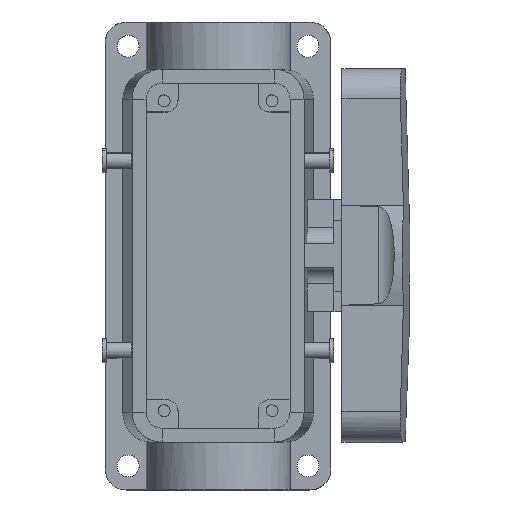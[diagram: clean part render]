
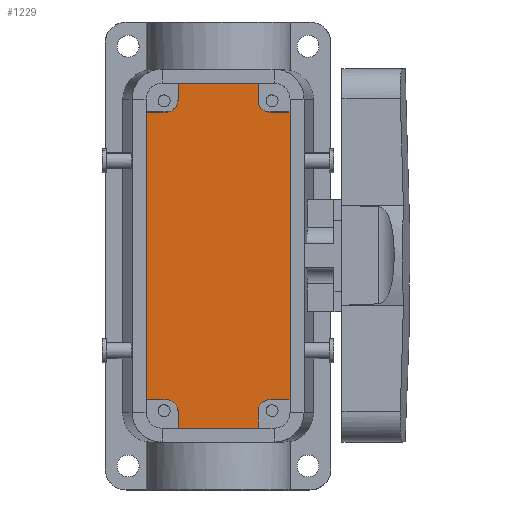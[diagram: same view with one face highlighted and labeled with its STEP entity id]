
A CAD part, top view. The second image highlights one B-rep face of the part: STEP entity #1229.
In plain terms, the highlighted planar face has unit normal (0, 0, 1).
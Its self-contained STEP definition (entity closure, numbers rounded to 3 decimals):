
#1070=AXIS2_PLACEMENT_3D('Plane Axis2P3D',#1067,#1068,#1069) ;
#270=CARTESIAN_POINT('Line Origine',(29.,101.65,5.5)) ;
#274=CARTESIAN_POINT('Vertex',(39.,101.65,5.5)) ;
#276=CARTESIAN_POINT('Vertex',(19.,101.65,5.5)) ;
#1067=CARTESIAN_POINT('Axis2P3D Location',(29.,58.5,5.5)) ;
#1073=CARTESIAN_POINT('Control Point',(16.,22.5,5.5)) ;
#1074=CARTESIAN_POINT('Control Point',(16.339,22.5,5.5)) ;
#1075=CARTESIAN_POINT('Control Point',(16.679,22.452,5.5)) ;
#1076=CARTESIAN_POINT('Control Point',(17.009,22.356,5.5)) ;
#1077=CARTESIAN_POINT('Control Point',(17.634,22.073,5.5)) ;
#1078=CARTESIAN_POINT('Control Point',(18.155,21.628,5.5)) ;
#1079=CARTESIAN_POINT('Control Point',(18.383,21.37,5.5)) ;
#1080=CARTESIAN_POINT('Control Point',(18.717,20.861,5.5)) ;
#1081=CARTESIAN_POINT('Control Point',(18.913,20.287,5.5)) ;
#1082=CARTESIAN_POINT('Control Point',(18.971,20.027,5.5)) ;
#1083=CARTESIAN_POINT('Control Point',(19.,19.764,5.5)) ;
#1084=CARTESIAN_POINT('Control Point',(19.,19.5,5.5)) ;
#1085=CARTESIAN_POINT('Vertex',(19.,19.5,5.5)) ;
#1087=CARTESIAN_POINT('Vertex',(16.,22.5,5.5)) ;
#1090=CARTESIAN_POINT('Line Origine',(19.,17.425,5.5)) ;
#1094=CARTESIAN_POINT('Vertex',(19.,15.35,5.5)) ;
#1097=CARTESIAN_POINT('Line Origine',(29.,15.35,5.5)) ;
#1101=CARTESIAN_POINT('Vertex',(39.,15.35,5.5)) ;
#1104=CARTESIAN_POINT('Line Origine',(39.,17.425,5.5)) ;
#1108=CARTESIAN_POINT('Vertex',(39.,19.5,5.5)) ;
#1112=CARTESIAN_POINT('Control Point',(39.,19.5,5.5)) ;
#1113=CARTESIAN_POINT('Control Point',(39.,19.839,5.5)) ;
#1114=CARTESIAN_POINT('Control Point',(39.048,20.179,5.5)) ;
#1115=CARTESIAN_POINT('Control Point',(39.144,20.509,5.5)) ;
#1116=CARTESIAN_POINT('Control Point',(39.427,21.134,5.5)) ;
#1117=CARTESIAN_POINT('Control Point',(39.872,21.655,5.5)) ;
#1118=CARTESIAN_POINT('Control Point',(40.13,21.883,5.5)) ;
#1119=CARTESIAN_POINT('Control Point',(40.639,22.217,5.5)) ;
#1120=CARTESIAN_POINT('Control Point',(41.213,22.413,5.5)) ;
#1121=CARTESIAN_POINT('Control Point',(41.473,22.471,5.5)) ;
#1122=CARTESIAN_POINT('Control Point',(41.736,22.5,5.5)) ;
#1123=CARTESIAN_POINT('Control Point',(42.,22.5,5.5)) ;
#1124=CARTESIAN_POINT('Vertex',(42.,22.5,5.5)) ;
#1127=CARTESIAN_POINT('Line Origine',(44.5,22.5,5.5)) ;
#1131=CARTESIAN_POINT('Vertex',(47.,22.5,5.5)) ;
#1134=CARTESIAN_POINT('Line Origine',(47.,58.5,5.5)) ;
#1138=CARTESIAN_POINT('Vertex',(47.,94.5,5.5)) ;
#1141=CARTESIAN_POINT('Line Origine',(44.5,94.5,5.5)) ;
#1145=CARTESIAN_POINT('Vertex',(42.,94.5,5.5)) ;
#1149=CARTESIAN_POINT('Control Point',(42.,94.5,5.5)) ;
#1150=CARTESIAN_POINT('Control Point',(41.661,94.5,5.5)) ;
#1151=CARTESIAN_POINT('Control Point',(41.321,94.548,5.5)) ;
#1152=CARTESIAN_POINT('Control Point',(40.991,94.644,5.5)) ;
#1153=CARTESIAN_POINT('Control Point',(40.366,94.927,5.5)) ;
#1154=CARTESIAN_POINT('Control Point',(39.845,95.372,5.5)) ;
#1155=CARTESIAN_POINT('Control Point',(39.617,95.63,5.5)) ;
#1156=CARTESIAN_POINT('Control Point',(39.283,96.139,5.5)) ;
#1157=CARTESIAN_POINT('Control Point',(39.087,96.713,5.5)) ;
#1158=CARTESIAN_POINT('Control Point',(39.029,96.973,5.5)) ;
#1159=CARTESIAN_POINT('Control Point',(39.,97.236,5.5)) ;
#1160=CARTESIAN_POINT('Control Point',(39.,97.5,5.5)) ;
#1161=CARTESIAN_POINT('Vertex',(39.,97.5,5.5)) ;
#1164=CARTESIAN_POINT('Line Origine',(39.,99.575,5.5)) ;
#1169=CARTESIAN_POINT('Line Origine',(19.,99.575,5.5)) ;
#1173=CARTESIAN_POINT('Vertex',(19.,97.5,5.5)) ;
#1177=CARTESIAN_POINT('Control Point',(19.,97.5,5.5)) ;
#1178=CARTESIAN_POINT('Control Point',(19.,97.161,5.5)) ;
#1179=CARTESIAN_POINT('Control Point',(18.952,96.821,5.5)) ;
#1180=CARTESIAN_POINT('Control Point',(18.856,96.491,5.5)) ;
#1181=CARTESIAN_POINT('Control Point',(18.573,95.866,5.5)) ;
#1182=CARTESIAN_POINT('Control Point',(18.128,95.345,5.5)) ;
#1183=CARTESIAN_POINT('Control Point',(17.87,95.117,5.5)) ;
#1184=CARTESIAN_POINT('Control Point',(17.361,94.783,5.5)) ;
#1185=CARTESIAN_POINT('Control Point',(16.787,94.587,5.5)) ;
#1186=CARTESIAN_POINT('Control Point',(16.527,94.529,5.5)) ;
#1187=CARTESIAN_POINT('Control Point',(16.264,94.5,5.5)) ;
#1188=CARTESIAN_POINT('Control Point',(16.,94.5,5.5)) ;
#1189=CARTESIAN_POINT('Vertex',(16.,94.5,5.5)) ;
#1192=CARTESIAN_POINT('Line Origine',(13.5,94.5,5.5)) ;
#1196=CARTESIAN_POINT('Vertex',(11.,94.5,5.5)) ;
#1199=CARTESIAN_POINT('Line Origine',(11.,58.5,5.5)) ;
#1203=CARTESIAN_POINT('Vertex',(11.,22.5,5.5)) ;
#1206=CARTESIAN_POINT('Line Origine',(13.5,22.5,5.5)) ;
#271=DIRECTION('Vector Direction',(-1.,0.,0.)) ;
#1068=DIRECTION('Axis2P3D Direction',(-0.,0.,1.)) ;
#1069=DIRECTION('Axis2P3D XDirection',(0.,-1.,0.)) ;
#1091=DIRECTION('Vector Direction',(0.,-1.,0.)) ;
#1098=DIRECTION('Vector Direction',(1.,0.,0.)) ;
#1105=DIRECTION('Vector Direction',(0.,-1.,0.)) ;
#1128=DIRECTION('Vector Direction',(-1.,0.,0.)) ;
#1135=DIRECTION('Vector Direction',(0.,-1.,0.)) ;
#1142=DIRECTION('Vector Direction',(-1.,0.,0.)) ;
#1165=DIRECTION('Vector Direction',(0.,1.,0.)) ;
#1170=DIRECTION('Vector Direction',(0.,1.,0.)) ;
#1193=DIRECTION('Vector Direction',(1.,0.,0.)) ;
#1200=DIRECTION('Vector Direction',(0.,1.,0.)) ;
#1207=DIRECTION('Vector Direction',(1.,0.,0.)) ;
#272=VECTOR('Line Direction',#271,1.) ;
#1092=VECTOR('Line Direction',#1091,1.) ;
#1099=VECTOR('Line Direction',#1098,1.) ;
#1106=VECTOR('Line Direction',#1105,1.) ;
#1129=VECTOR('Line Direction',#1128,1.) ;
#1136=VECTOR('Line Direction',#1135,1.) ;
#1143=VECTOR('Line Direction',#1142,1.) ;
#1166=VECTOR('Line Direction',#1165,1.) ;
#1171=VECTOR('Line Direction',#1170,1.) ;
#1194=VECTOR('Line Direction',#1193,1.) ;
#1201=VECTOR('Line Direction',#1200,1.) ;
#1208=VECTOR('Line Direction',#1207,1.) ;
#1212=ORIENTED_EDGE('',*,*,#1089,.F.) ;
#1213=ORIENTED_EDGE('',*,*,#1096,.T.) ;
#1214=ORIENTED_EDGE('',*,*,#1103,.T.) ;
#1215=ORIENTED_EDGE('',*,*,#1110,.F.) ;
#1216=ORIENTED_EDGE('',*,*,#1126,.F.) ;
#1217=ORIENTED_EDGE('',*,*,#1133,.F.) ;
#1218=ORIENTED_EDGE('',*,*,#1140,.T.) ;
#1219=ORIENTED_EDGE('',*,*,#1147,.T.) ;
#1220=ORIENTED_EDGE('',*,*,#1163,.F.) ;
#1221=ORIENTED_EDGE('',*,*,#1168,.T.) ;
#1222=ORIENTED_EDGE('',*,*,#278,.T.) ;
#1223=ORIENTED_EDGE('',*,*,#1175,.F.) ;
#1224=ORIENTED_EDGE('',*,*,#1191,.F.) ;
#1225=ORIENTED_EDGE('',*,*,#1198,.F.) ;
#1226=ORIENTED_EDGE('',*,*,#1205,.T.) ;
#1227=ORIENTED_EDGE('',*,*,#1210,.T.) ;
#1229=ADVANCED_FACE('Housing',(#1228),#1071,.T.) ;
#1072=B_SPLINE_CURVE_WITH_KNOTS('',5,(#1073,#1074,#1075,#1076,#1077,#1078,#1079,#1080,#1081,#1082,#1083,#1084),.UNSPECIFIED.,.F.,.U.,(6,3,3,6),(0.,2.4,4.8,6.664),.UNSPECIFIED.) ;
#1111=B_SPLINE_CURVE_WITH_KNOTS('',5,(#1112,#1113,#1114,#1115,#1116,#1117,#1118,#1119,#1120,#1121,#1122,#1123),.UNSPECIFIED.,.F.,.U.,(6,3,3,6),(0.,2.4,4.8,6.664),.UNSPECIFIED.) ;
#1148=B_SPLINE_CURVE_WITH_KNOTS('',5,(#1149,#1150,#1151,#1152,#1153,#1154,#1155,#1156,#1157,#1158,#1159,#1160),.UNSPECIFIED.,.F.,.U.,(6,3,3,6),(0.,2.4,4.8,6.664),.UNSPECIFIED.) ;
#1176=B_SPLINE_CURVE_WITH_KNOTS('',5,(#1177,#1178,#1179,#1180,#1181,#1182,#1183,#1184,#1185,#1186,#1187,#1188),.UNSPECIFIED.,.F.,.U.,(6,3,3,6),(0.,2.4,4.8,6.664),.UNSPECIFIED.) ;
#278=EDGE_CURVE('',#275,#277,#273,.T.) ;
#1089=EDGE_CURVE('',#1086,#1088,#1072,.F.) ;
#1096=EDGE_CURVE('',#1086,#1095,#1093,.T.) ;
#1103=EDGE_CURVE('',#1095,#1102,#1100,.T.) ;
#1110=EDGE_CURVE('',#1109,#1102,#1107,.T.) ;
#1126=EDGE_CURVE('',#1125,#1109,#1111,.F.) ;
#1133=EDGE_CURVE('',#1132,#1125,#1130,.T.) ;
#1140=EDGE_CURVE('',#1132,#1139,#1137,.F.) ;
#1147=EDGE_CURVE('',#1139,#1146,#1144,.T.) ;
#1163=EDGE_CURVE('',#1162,#1146,#1148,.F.) ;
#1168=EDGE_CURVE('',#1162,#275,#1167,.T.) ;
#1175=EDGE_CURVE('',#1174,#277,#1172,.T.) ;
#1191=EDGE_CURVE('',#1190,#1174,#1176,.F.) ;
#1198=EDGE_CURVE('',#1197,#1190,#1195,.T.) ;
#1205=EDGE_CURVE('',#1197,#1204,#1202,.F.) ;
#1210=EDGE_CURVE('',#1204,#1088,#1209,.T.) ;
#1211=EDGE_LOOP('',(#1212,#1213,#1214,#1215,#1216,#1217,#1218,#1219,#1220,#1221,#1222,#1223,#1224,#1225,#1226,#1227)) ;
#1228=FACE_OUTER_BOUND('',#1211,.T.) ;
#273=LINE('Line',#270,#272) ;
#1093=LINE('Line',#1090,#1092) ;
#1100=LINE('Line',#1097,#1099) ;
#1107=LINE('Line',#1104,#1106) ;
#1130=LINE('Line',#1127,#1129) ;
#1137=LINE('Line',#1134,#1136) ;
#1144=LINE('Line',#1141,#1143) ;
#1167=LINE('Line',#1164,#1166) ;
#1172=LINE('Line',#1169,#1171) ;
#1195=LINE('Line',#1192,#1194) ;
#1202=LINE('Line',#1199,#1201) ;
#1209=LINE('Line',#1206,#1208) ;
#1071=PLANE('',#1070) ;
#275=VERTEX_POINT('',#274) ;
#277=VERTEX_POINT('',#276) ;
#1086=VERTEX_POINT('',#1085) ;
#1088=VERTEX_POINT('',#1087) ;
#1095=VERTEX_POINT('',#1094) ;
#1102=VERTEX_POINT('',#1101) ;
#1109=VERTEX_POINT('',#1108) ;
#1125=VERTEX_POINT('',#1124) ;
#1132=VERTEX_POINT('',#1131) ;
#1139=VERTEX_POINT('',#1138) ;
#1146=VERTEX_POINT('',#1145) ;
#1162=VERTEX_POINT('',#1161) ;
#1174=VERTEX_POINT('',#1173) ;
#1190=VERTEX_POINT('',#1189) ;
#1197=VERTEX_POINT('',#1196) ;
#1204=VERTEX_POINT('',#1203) ;
